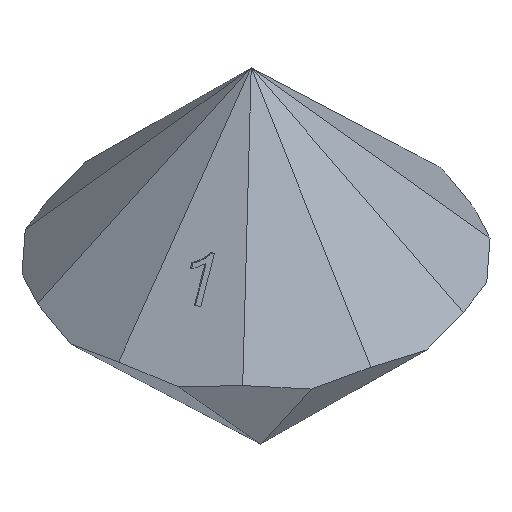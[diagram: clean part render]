
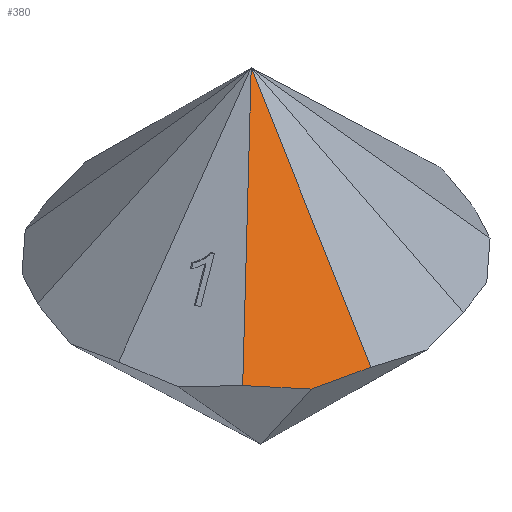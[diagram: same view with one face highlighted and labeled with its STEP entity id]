
A CAD part, isometric view. The second image highlights one B-rep face of the part: STEP entity #380.
In plain terms, the highlighted planar face has unit normal (-0.377, -0.59, 0.714).
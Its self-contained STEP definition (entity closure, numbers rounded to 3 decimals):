
#42=CARTESIAN_POINT('',(-2.638,-29.28,2.869));
#43=VERTEX_POINT('',#42);
#50=CARTESIAN_POINT('',(6.705,-20.589,14.979));
#51=VERTEX_POINT('',#50);
#52=CARTESIAN_POINT('',(6.705,-20.589,14.979));
#53=DIRECTION('',(-0.531,-0.494,-0.688));
#54=VECTOR('',#53,17.592);
#55=LINE('',#52,#54);
#56=EDGE_CURVE('',#51,#43,#55,.T.);
#350=CARTESIAN_POINT('',(-6.227,-42.281,-9.764));
#351=DIRECTION('',(-0.377,-0.59,0.714));
#352=DIRECTION('',(0.019,-0.776,-0.631));
#353=AXIS2_PLACEMENT_3D('',#350,#351,#352);
#354=PLANE('',#353);
#355=ORIENTED_EDGE('',*,*,#56,.T.);
#356=CARTESIAN_POINT('',(0.227,-31.677,2.401));
#357=VERTEX_POINT('',#356);
#358=CARTESIAN_POINT('',(-2.638,-29.28,2.869));
#359=DIRECTION('',(0.761,-0.637,-0.124));
#360=VECTOR('',#359,3.765);
#361=LINE('',#358,#360);
#362=EDGE_CURVE('',#43,#357,#361,.T.);
#363=ORIENTED_EDGE('',*,*,#362,.T.);
#364=CARTESIAN_POINT('',(3.44,-33.066,2.949));
#365=VERTEX_POINT('',#364);
#366=CARTESIAN_POINT('',(0.227,-31.677,2.401));
#367=DIRECTION('',(0.907,-0.392,0.155));
#368=VECTOR('',#367,3.543);
#369=LINE('',#366,#368);
#370=EDGE_CURVE('',#357,#365,#369,.T.);
#371=ORIENTED_EDGE('',*,*,#370,.T.);
#372=CARTESIAN_POINT('',(6.705,-20.589,14.979));
#373=DIRECTION('',(-0.185,-0.707,-0.682));
#374=VECTOR('',#373,17.637);
#375=LINE('',#372,#374);
#376=EDGE_CURVE('',#51,#365,#375,.T.);
#377=ORIENTED_EDGE('',*,*,#376,.F.);
#378=EDGE_LOOP('',(#355,#363,#371,#377));
#379=FACE_BOUND('',#378,.T.);
#380=ADVANCED_FACE('',(#379),#354,.T.);
